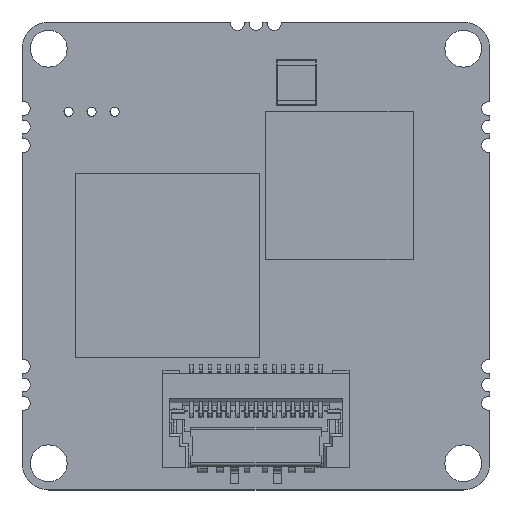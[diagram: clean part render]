
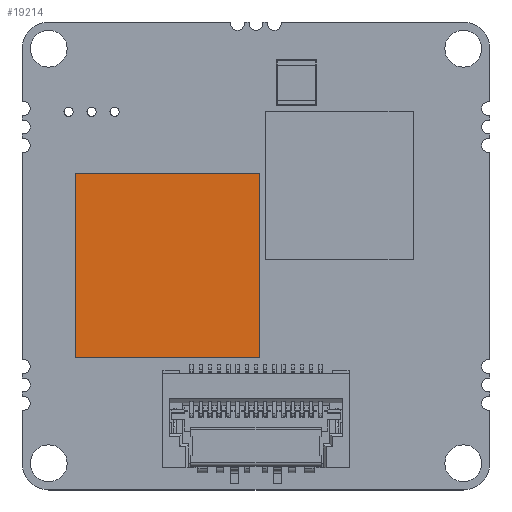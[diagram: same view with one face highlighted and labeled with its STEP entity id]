
A CAD part, top view. The second image highlights one B-rep face of the part: STEP entity #19214.
In plain terms, the highlighted planar face has unit normal (0, 0, 1).
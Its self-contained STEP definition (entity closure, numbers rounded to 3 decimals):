
#282=LINE('',#65218,#3625);
#285=LINE('',#65224,#3628);
#288=LINE('',#65230,#3631);
#291=LINE('',#65236,#3634);
#3625=VECTOR('',#53902,1.);
#3628=VECTOR('',#53907,1.);
#3631=VECTOR('',#53912,1.);
#3634=VECTOR('',#53917,1.);
#16902=PLANE('',#49441);
#19214=ADVANCED_FACE('',(#22180),#16902,.F.);
#22180=FACE_OUTER_BOUND('',#24260,.T.);
#24260=EDGE_LOOP('',(#28158,#28159,#28160,#28161));
#28158=ORIENTED_EDGE('',*,*,#42353,.F.);
#28159=ORIENTED_EDGE('',*,*,#42350,.F.);
#28160=ORIENTED_EDGE('',*,*,#42347,.F.);
#28161=ORIENTED_EDGE('',*,*,#42344,.F.);
#38513=VERTEX_POINT('',#65217);
#38514=VERTEX_POINT('',#65219);
#38516=VERTEX_POINT('',#65225);
#38518=VERTEX_POINT('',#65231);
#42344=EDGE_CURVE('',#38513,#38514,#282,.T.);
#42347=EDGE_CURVE('',#38514,#38516,#285,.T.);
#42350=EDGE_CURVE('',#38516,#38518,#288,.T.);
#42353=EDGE_CURVE('',#38518,#38513,#291,.T.);
#49441=AXIS2_PLACEMENT_3D('',#65240,#53923,#53924);
#53902=DIRECTION('',(-1.,0.,0.));
#53907=DIRECTION('',(0.,1.,0.));
#53912=DIRECTION('',(1.,0.,0.));
#53917=DIRECTION('',(0.,-1.,0.));
#53923=DIRECTION('',(0.,0.,-1.));
#53924=DIRECTION('',(-1.,0.,0.));
#65217=CARTESIAN_POINT('',(0.2,-5.5,1.2));
#65218=CARTESIAN_POINT('',(0.2,-5.5,1.2));
#65219=CARTESIAN_POINT('',(-9.8,-5.5,1.2));
#65224=CARTESIAN_POINT('',(-9.8,-5.5,1.2));
#65225=CARTESIAN_POINT('',(-9.8,4.5,1.2));
#65230=CARTESIAN_POINT('',(-9.8,4.5,1.2));
#65231=CARTESIAN_POINT('',(0.2,4.5,1.2));
#65236=CARTESIAN_POINT('',(0.2,4.5,1.2));
#65240=CARTESIAN_POINT('',(-4.8,-0.5,1.2));
